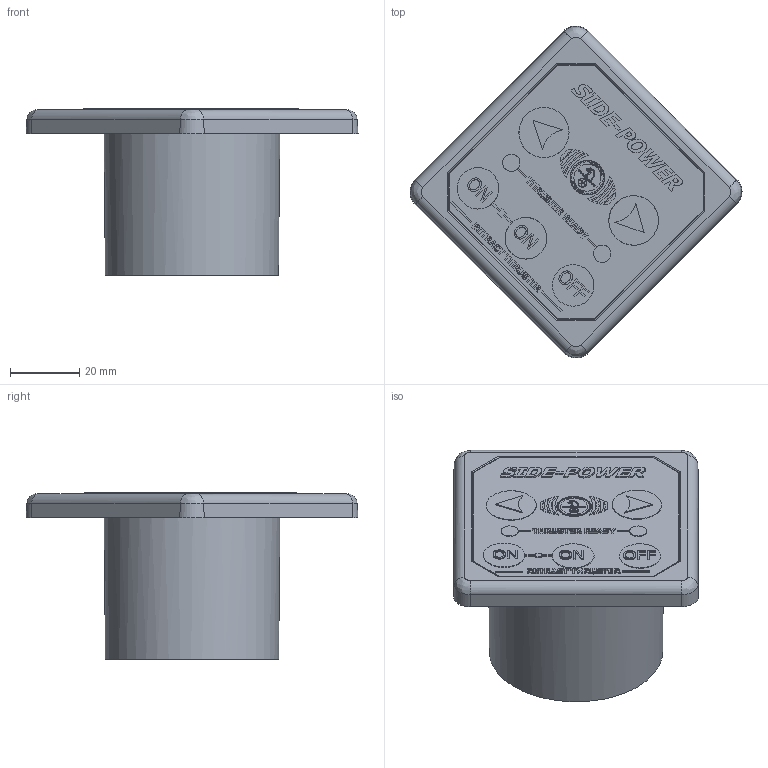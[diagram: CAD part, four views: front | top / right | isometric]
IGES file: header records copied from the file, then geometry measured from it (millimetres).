
Global section: file name: 8700 Retract thruster panel; native system: Autodesk Inventor 2015; preprocessor: unknown; author: Elvira H.; date: 20151026.093430; units: millimetre
Bounding box: 96.19 x 96.19 x 48.3 mm (x, y, z)
Volume: 39552.5 mm3; surface area: 39266.8 mm2
Topology: 2 solids, 2 shells, 1627 faces, 4359 edges, 2876 vertices
Faces by surface type: bspline 1627
